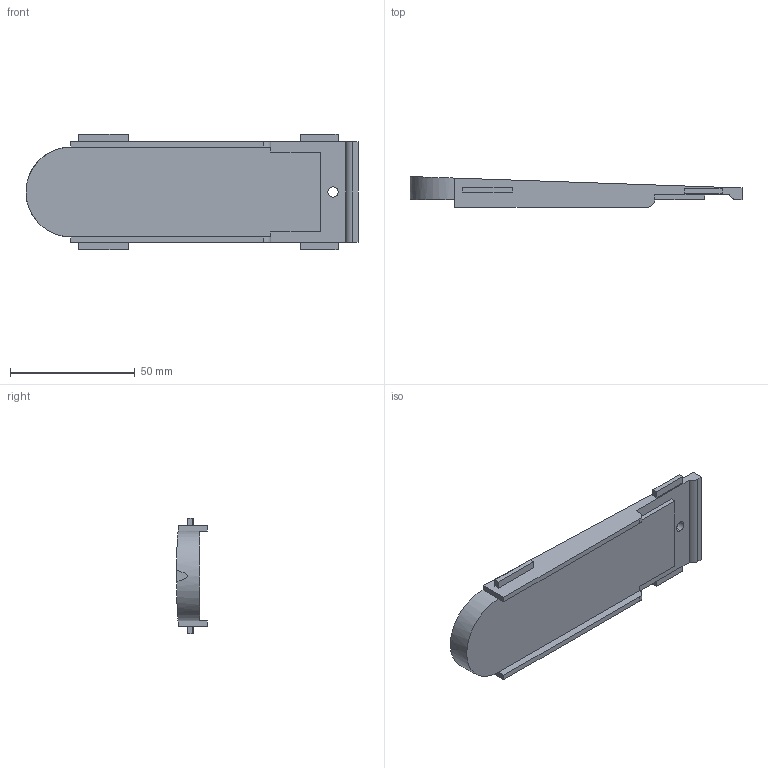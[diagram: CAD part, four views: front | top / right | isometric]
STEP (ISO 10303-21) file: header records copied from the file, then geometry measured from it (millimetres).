
FILE_DESCRIPTION (( 'STEP AP203' ), '1' );
FILE_NAME ('MyFingerC.STEP', '2025-02-23T07:13:24', ( '' ), ( '' ), 'SwSTEP 2.0', 'SolidWorks 2022', '' );
FILE_SCHEMA (( 'CONFIG_CONTROL_DESIGN' ));
Length unit declared in the file: millimetre
Products named in the file (1): MyFingerC
Bounding box: 133 x 12.29 x 46.4 mm (x, y, z)
Volume: 35911.3 mm3; surface area: 14122.9 mm2
Topology: 1 solids, 1 shells, 45 faces, 113 edges, 74 vertices
Faces by surface type: plane 39, cylinder 6
Entity records: 1405 total; most frequent: CARTESIAN_POINT 248, ORIENTED_EDGE 226, DIRECTION 209, EDGE_CURVE 113, VECTOR 99, LINE 99, VERTEX_POINT 74, AXIS2_PLACEMENT_3D 55
